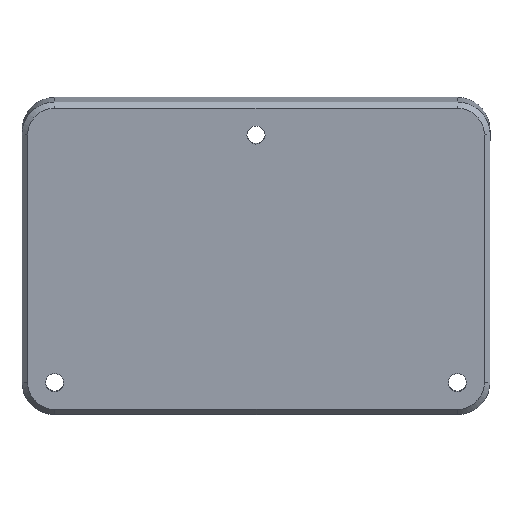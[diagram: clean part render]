
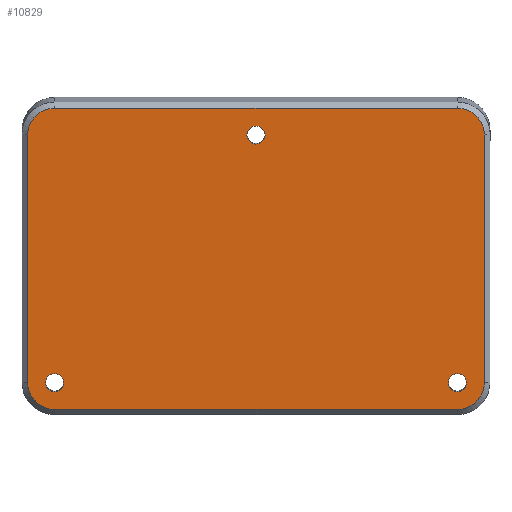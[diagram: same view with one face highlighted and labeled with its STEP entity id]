
A CAD part, top view. The second image highlights one B-rep face of the part: STEP entity #10829.
In plain terms, the highlighted planar face has unit normal (0, -0.087, 0.996).
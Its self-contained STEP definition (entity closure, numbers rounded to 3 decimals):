
#50=CIRCLE('',#11096,4.767);
#52=CIRCLE('',#11100,4.767);
#54=CIRCLE('',#11104,4.767);
#56=CIRCLE('',#11108,4.767);
#57=CIRCLE('',#11116,1.6);
#58=CIRCLE('',#11117,1.6);
#59=CIRCLE('',#11118,1.6);
#101=FACE_BOUND('',#1526,.T.);
#102=FACE_BOUND('',#1527,.T.);
#103=FACE_BOUND('',#1528,.T.);
#335=PLANE('',#11115);
#905=FACE_OUTER_BOUND('',#1525,.T.);
#1525=EDGE_LOOP('',(#9848,#9849,#9850,#9851,#9852,#9853,#9854,#9855));
#1526=EDGE_LOOP('',(#9856));
#1527=EDGE_LOOP('',(#9857));
#1528=EDGE_LOOP('',(#9858));
#2437=LINE('',#21300,#3367);
#2441=LINE('',#21312,#3371);
#2445=LINE('',#21324,#3375);
#2447=LINE('',#21333,#3377);
#3367=VECTOR('',#12501,10.);
#3371=VECTOR('',#12513,10.);
#3375=VECTOR('',#12525,10.);
#3377=VECTOR('',#12535,10.);
#5090=VERTEX_POINT('',#21293);
#5093=VERTEX_POINT('',#21298);
#5094=VERTEX_POINT('',#21302);
#5096=VERTEX_POINT('',#21308);
#5098=VERTEX_POINT('',#21314);
#5100=VERTEX_POINT('',#21320);
#5102=VERTEX_POINT('',#21326);
#5104=VERTEX_POINT('',#21332);
#5111=VERTEX_POINT('',#21359);
#5112=VERTEX_POINT('',#21361);
#5113=VERTEX_POINT('',#21363);
#6672=EDGE_CURVE('',#5093,#5090,#2437,.T.);
#6675=EDGE_CURVE('',#5090,#5094,#50,.T.);
#6678=EDGE_CURVE('',#5094,#5096,#2441,.T.);
#6681=EDGE_CURVE('',#5096,#5098,#52,.T.);
#6684=EDGE_CURVE('',#5098,#5100,#2445,.T.);
#6687=EDGE_CURVE('',#5100,#5102,#54,.T.);
#6688=EDGE_CURVE('',#5102,#5104,#2447,.T.);
#6692=EDGE_CURVE('',#5104,#5093,#56,.T.);
#6702=EDGE_CURVE('',#5111,#5111,#57,.T.);
#6703=EDGE_CURVE('',#5112,#5112,#58,.T.);
#6704=EDGE_CURVE('',#5113,#5113,#59,.T.);
#9848=ORIENTED_EDGE('',*,*,#6672,.F.);
#9849=ORIENTED_EDGE('',*,*,#6692,.F.);
#9850=ORIENTED_EDGE('',*,*,#6688,.F.);
#9851=ORIENTED_EDGE('',*,*,#6687,.F.);
#9852=ORIENTED_EDGE('',*,*,#6684,.F.);
#9853=ORIENTED_EDGE('',*,*,#6681,.F.);
#9854=ORIENTED_EDGE('',*,*,#6678,.F.);
#9855=ORIENTED_EDGE('',*,*,#6675,.F.);
#9856=ORIENTED_EDGE('',*,*,#6702,.F.);
#9857=ORIENTED_EDGE('',*,*,#6703,.F.);
#9858=ORIENTED_EDGE('',*,*,#6704,.F.);
#10829=ADVANCED_FACE('',(#905,#101,#102,#103),#335,.F.);
#11096=AXIS2_PLACEMENT_3D('',#21306,#12507,#12508);
#11100=AXIS2_PLACEMENT_3D('',#21318,#12519,#12520);
#11104=AXIS2_PLACEMENT_3D('',#21330,#12531,#12532);
#11108=AXIS2_PLACEMENT_3D('',#21339,#12542,#12543);
#11115=AXIS2_PLACEMENT_3D('',#21358,#12563,#12564);
#11116=AXIS2_PLACEMENT_3D('',#21360,#12565,#12566);
#11117=AXIS2_PLACEMENT_3D('',#21362,#12567,#12568);
#11118=AXIS2_PLACEMENT_3D('',#21364,#12569,#12570);
#12501=DIRECTION('',(-1.,0.,0.));
#12507=DIRECTION('center_axis',(0.,0.087,
-0.996));
#12508=DIRECTION('ref_axis',(0.,-0.996,-0.087));
#12513=DIRECTION('',(0.,0.996,0.087));
#12519=DIRECTION('center_axis',(0.,0.087,
-0.996));
#12520=DIRECTION('ref_axis',(-1.,0.,0.));
#12525=DIRECTION('',(1.,0.,0.));
#12531=DIRECTION('center_axis',(0.,0.087,
-0.996));
#12532=DIRECTION('ref_axis',(0.,0.996,0.087));
#12535=DIRECTION('',(0.,-0.996,-0.087));
#12542=DIRECTION('center_axis',(0.,0.087,
-0.996));
#12543=DIRECTION('ref_axis',(1.,0.,0.));
#12563=DIRECTION('center_axis',(0.,0.087,
-0.996));
#12564=DIRECTION('ref_axis',(-1.,0.,0.));
#12565=DIRECTION('center_axis',(0.,-0.087,
0.996));
#12566=DIRECTION('ref_axis',(-1.,0.,0.));
#12567=DIRECTION('center_axis',(0.,-0.087,
0.996));
#12568=DIRECTION('ref_axis',(-1.,0.,0.));
#12569=DIRECTION('center_axis',(0.,-0.087,
0.996));
#12570=DIRECTION('ref_axis',(-1.,0.,0.));
#21293=CARTESIAN_POINT('',(-35.721,-33.674,0.959));
#21298=CARTESIAN_POINT('',(35.717,-33.674,0.959));
#21300=CARTESIAN_POINT('',(17.857,-33.674,0.959));
#21302=CARTESIAN_POINT('',(-40.488,-28.925,1.375));
#21306=CARTESIAN_POINT('Origin',(-35.721,-28.925,1.375));
#21308=CARTESIAN_POINT('',(-40.488,14.961,5.214));
#21312=CARTESIAN_POINT('',(-40.488,-17.953,2.334));
#21314=CARTESIAN_POINT('',(-35.721,19.71,5.63));
#21318=CARTESIAN_POINT('Origin',(-35.721,14.961,5.214));
#21320=CARTESIAN_POINT('',(35.717,19.71,5.63));
#21324=CARTESIAN_POINT('',(-17.862,19.71,5.63));
#21326=CARTESIAN_POINT('',(40.484,14.961,5.214));
#21330=CARTESIAN_POINT('Origin',(35.717,14.961,5.214));
#21332=CARTESIAN_POINT('',(40.484,-28.925,1.375));
#21333=CARTESIAN_POINT('',(40.484,3.989,4.254));
#21339=CARTESIAN_POINT('Origin',(35.717,-28.925,1.375));
#21358=CARTESIAN_POINT('Origin',(-0.002,-6.982,
3.294));
#21359=CARTESIAN_POINT('',(1.598,14.961,5.214));
#21360=CARTESIAN_POINT('Origin',(-0.002,14.961,
5.214));
#21361=CARTESIAN_POINT('',(37.317,-28.925,1.375));
#21362=CARTESIAN_POINT('Origin',(35.717,-28.925,1.375));
#21363=CARTESIAN_POINT('',(-34.121,-28.925,1.375));
#21364=CARTESIAN_POINT('Origin',(-35.721,-28.925,1.375));
